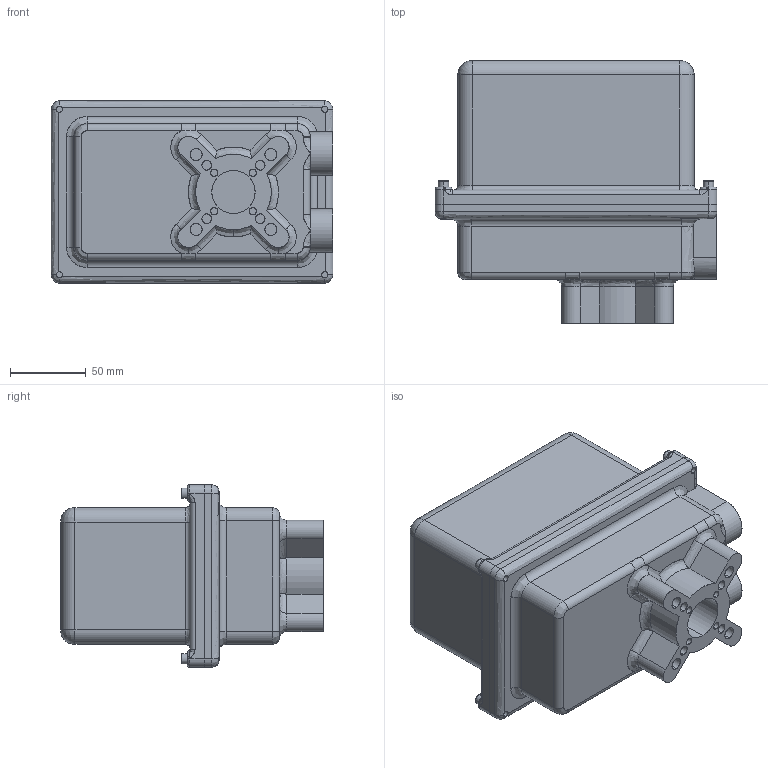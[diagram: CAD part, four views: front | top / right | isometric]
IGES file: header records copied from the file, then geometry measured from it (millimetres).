
Start section: SolidWorks IGES file using analytic representation for surfaces
Global section: file name: SR & SX Deep Base Assm.IGS; native system: SolidWorks 2014; preprocessor: SolidWorks 2014; author: merion; date: 140508.133424; units: inch
Bounding box: 186.44 x 173.81 x 120.65 mm (x, y, z)
Surface area: 129319 mm2 (no closed solid volume)
Topology: 0 solids, 0 shells, 293 faces, 3614 edges, 3606 vertices
Faces by surface type: bspline 156, revolution 137
